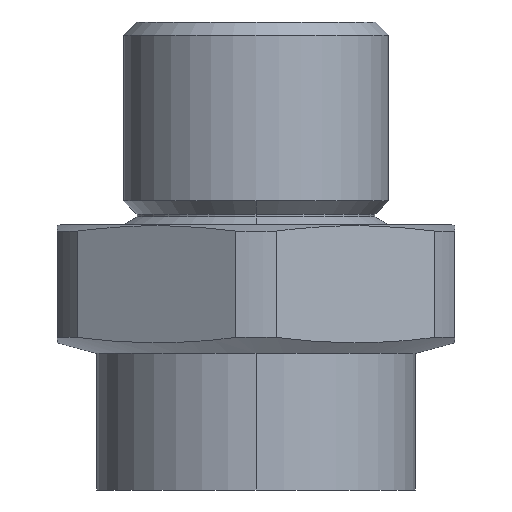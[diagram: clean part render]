
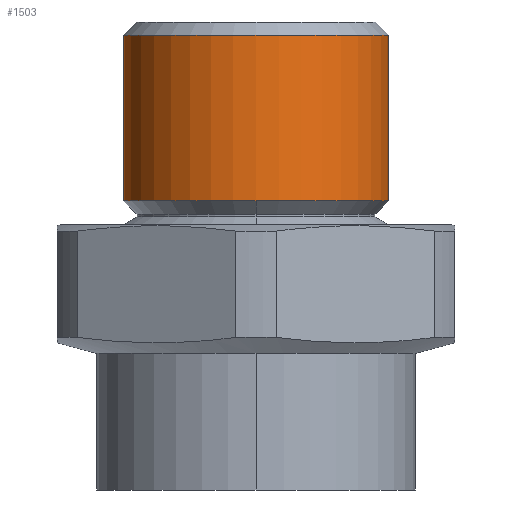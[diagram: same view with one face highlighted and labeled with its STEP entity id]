
A CAD part, front view. The second image highlights one B-rep face of the part: STEP entity #1503.
In plain terms, the highlighted cylindrical face has radius 10 mm (diameter 20 mm), a partial arc.
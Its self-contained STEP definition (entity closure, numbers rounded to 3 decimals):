
#58 = CARTESIAN_POINT ( 'NONE',  ( 10., 0., 34.3 ) ) ;
#78 = DIRECTION ( 'NONE',  ( -1., 0., 0. ) ) ;
#83 = VERTEX_POINT ( 'NONE', #566 ) ;
#113 = CARTESIAN_POINT ( 'NONE',  ( 0., 0., 0. ) ) ;
#127 = ORIENTED_EDGE ( 'NONE', *, *, #669, .T. ) ;
#170 = CARTESIAN_POINT ( 'NONE',  ( 0., 0., 21.817 ) ) ;
#228 = ORIENTED_EDGE ( 'NONE', *, *, #737, .F. ) ;
#285 = CIRCLE ( 'NONE', #1278, 10. ) ;
#287 = CARTESIAN_POINT ( 'NONE',  ( 10., 0., 0. ) ) ;
#299 = DIRECTION ( 'NONE',  ( 0., 1., 0. ) ) ;
#310 = VERTEX_POINT ( 'NONE', #324 ) ;
#324 = CARTESIAN_POINT ( 'NONE',  ( 10., 0., 21.817 ) ) ;
#364 = DIRECTION ( 'NONE',  ( 0., 0., -1. ) ) ;
#374 = EDGE_LOOP ( 'NONE', ( #1659, #963, #127, #228, #1445 ) ) ;
#422 = DIRECTION ( 'NONE',  ( 1., 0., 0. ) ) ;
#461 = CARTESIAN_POINT ( 'NONE',  ( 0., 0., 21.817 ) ) ;
#463 = VERTEX_POINT ( 'NONE', #58 ) ;
#566 = CARTESIAN_POINT ( 'NONE',  ( 0., -10., 21.817 ) ) ;
#582 = CIRCLE ( 'NONE', #1625, 10. ) ;
#589 = DIRECTION ( 'NONE',  ( 0., 1., 0. ) ) ;
#620 = CARTESIAN_POINT ( 'NONE',  ( -10., 0., 34.3 ) ) ;
#669 = EDGE_CURVE ( 'NONE', #794, #1286, #750, .T. ) ;
#724 = CARTESIAN_POINT ( 'NONE',  ( -10., 0., 0. ) ) ;
#737 = EDGE_CURVE ( 'NONE', #83, #1286, #1168, .T. ) ;
#750 = LINE ( 'NONE', #724, #942 ) ;
#783 = DIRECTION ( 'NONE',  ( 0., 0., -1. ) ) ;
#794 = VERTEX_POINT ( 'NONE', #620 ) ;
#922 = DIRECTION ( 'NONE',  ( 0., 0., -1. ) ) ;
#942 = VECTOR ( 'NONE', #364, 1000. ) ;
#962 = FACE_OUTER_BOUND ( 'NONE', #374, .T. ) ;
#963 = ORIENTED_EDGE ( 'NONE', *, *, #1518, .T. ) ;
#1058 = DIRECTION ( 'NONE',  ( 0., 0., -1. ) ) ;
#1063 = VECTOR ( 'NONE', #922, 1000. ) ;
#1066 = AXIS2_PLACEMENT_3D ( 'NONE', #113, #1299, #78 ) ;
#1168 = CIRCLE ( 'NONE', #1664, 10. ) ;
#1171 = CARTESIAN_POINT ( 'NONE',  ( 0., 0., 34.3 ) ) ;
#1179 = LINE ( 'NONE', #287, #1063 ) ;
#1235 = EDGE_CURVE ( 'NONE', #310, #83, #582, .T. ) ;
#1278 = AXIS2_PLACEMENT_3D ( 'NONE', #1171, #783, #422 ) ;
#1286 = VERTEX_POINT ( 'NONE', #1653 ) ;
#1299 = DIRECTION ( 'NONE',  ( 0., 0., -1. ) ) ;
#1364 = DIRECTION ( 'NONE',  ( 0., 0., -1. ) ) ;
#1391 = CYLINDRICAL_SURFACE ( 'NONE', #1066, 10. ) ;
#1445 = ORIENTED_EDGE ( 'NONE', *, *, #1235, .F. ) ;
#1503 = ADVANCED_FACE ( 'NONE', ( #962 ), #1391, .T. ) ;
#1518 = EDGE_CURVE ( 'NONE', #463, #794, #285, .T. ) ;
#1537 = EDGE_CURVE ( 'NONE', #463, #310, #1179, .T. ) ;
#1625 = AXIS2_PLACEMENT_3D ( 'NONE', #170, #1058, #299 ) ;
#1653 = CARTESIAN_POINT ( 'NONE',  ( -10., 0., 21.817 ) ) ;
#1659 = ORIENTED_EDGE ( 'NONE', *, *, #1537, .F. ) ;
#1664 = AXIS2_PLACEMENT_3D ( 'NONE', #461, #1364, #589 ) ;
